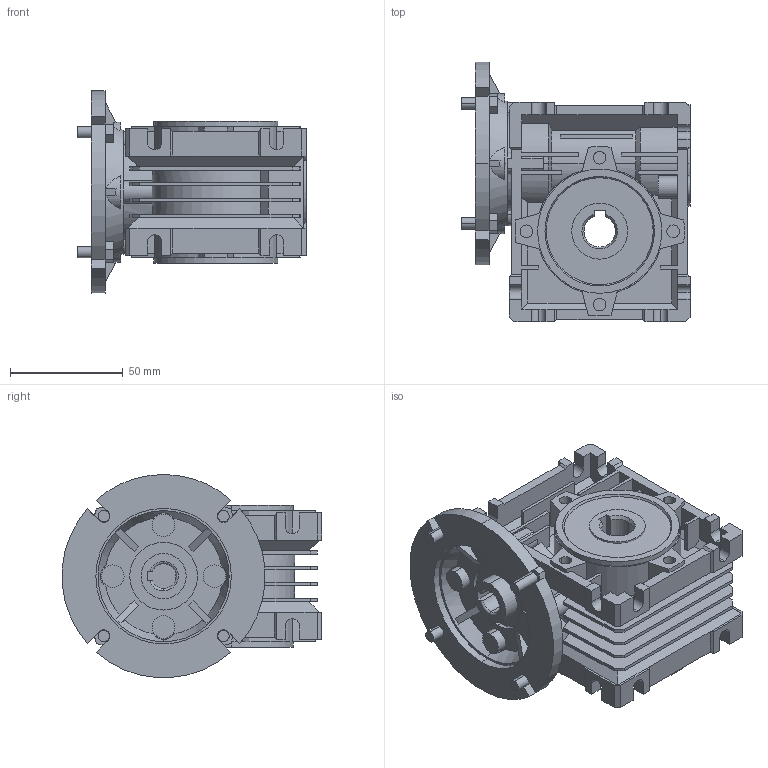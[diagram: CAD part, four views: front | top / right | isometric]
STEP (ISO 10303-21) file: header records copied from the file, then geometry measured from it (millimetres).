
FILE_DESCRIPTION (( 'STEP AP214' ), '1' );
FILE_NAME ('PMRV030_63_B14.STEP', '2018-05-29T09:43:25', ( 'admin' ), ( '' ), 'SwSTEP 2.0', 'SolidWorks 2018', '' );
FILE_SCHEMA (( 'AUTOMOTIVE_DESIGN' ));
Length unit declared in the file: millimetre
Products named in the file (1): PMRV030_63_B14
Bounding box: 101 x 114.85 x 89.85 mm (x, y, z)
Volume: 342804.8 mm3; surface area: 109223.1 mm2
Topology: 4 solids, 8 shells, 804 faces, 2167 edges, 1415 vertices
Faces by surface type: plane 551, cylinder 214, cone 36, torus 3
Entity records: 25844 total; most frequent: CARTESIAN_POINT 5365, ORIENTED_EDGE 4334, DIRECTION 4182, EDGE_CURVE 2167, VECTOR 1530, LINE 1530, VERTEX_POINT 1415, AXIS2_PLACEMENT_3D 1326
